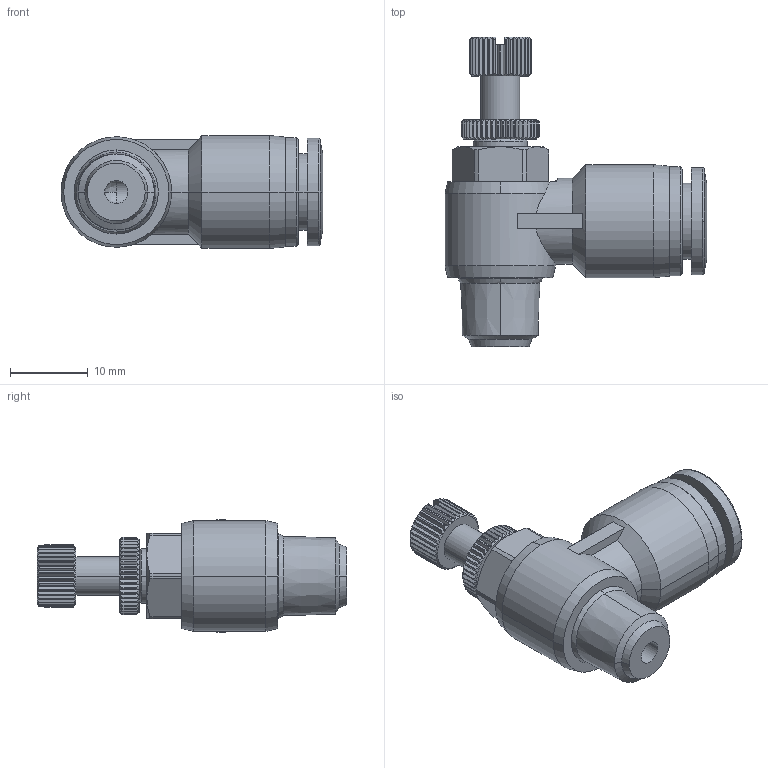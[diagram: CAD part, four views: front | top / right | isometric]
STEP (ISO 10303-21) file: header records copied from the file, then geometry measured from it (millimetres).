
FILE_DESCRIPTION (( 'STEP AP203' ), '1' );
FILE_NAME ('FVS516-18N.step', '2016-02-15T20:00:29', ( '' ), ( '' ), 'SwSTEP 2.0', 'SolidWorks 2015', '' );
FILE_SCHEMA (( 'CONFIG_CONTROL_DESIGN' ));
Length unit declared in the file: inch
Products named in the file (1): FVS516-18N
Bounding box: 33.65 x 39.8 x 14.5 mm (x, y, z)
Volume: 5338.3 mm3; surface area: 3582.6 mm2
Topology: 1 solids, 1 shells, 508 faces, 1145 edges, 647 vertices
Faces by surface type: plane 199, cone 187, cylinder 113, bspline 9
Entity records: 14605 total; most frequent: CARTESIAN_POINT 3711, ORIENTED_EDGE 2286, DIRECTION 2249, EDGE_CURVE 1143, AXIS2_PLACEMENT_3D 952, VERTEX_POINT 647, EDGE_LOOP 520, FACE_OUTER_BOUND 508
